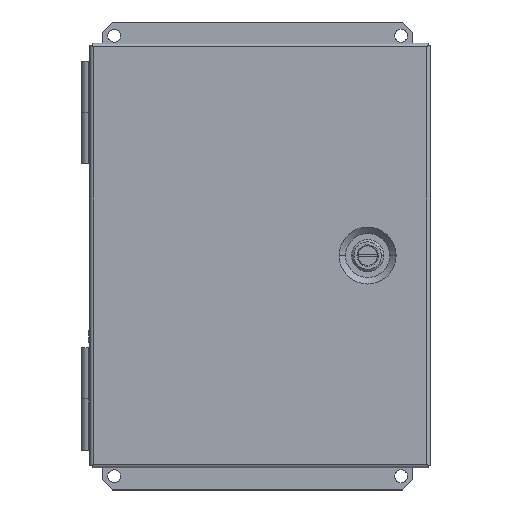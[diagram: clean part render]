
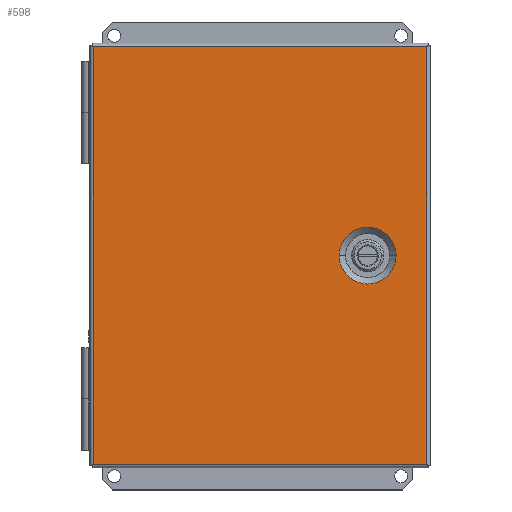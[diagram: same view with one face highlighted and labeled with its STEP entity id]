
A CAD part, top view. The second image highlights one B-rep face of the part: STEP entity #598.
In plain terms, the highlighted planar face has unit normal (0, 0, 1).
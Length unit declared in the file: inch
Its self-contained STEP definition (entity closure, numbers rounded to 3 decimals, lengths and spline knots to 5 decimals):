
#139 = CIRCLE ( 'NONE', #23460, 0.69489 ) ;
#598 = ADVANCED_FACE ( 'NONE', ( #12751, #14738 ), #12775, .T. ) ;
#1025 = EDGE_CURVE ( 'NONE', #21425, #18114, #9721, .T. ) ;
#2442 = ORIENTED_EDGE ( 'NONE', *, *, #7491, .T. ) ;
#3447 = LINE ( 'NONE', #7622, #19748 ) ;
#3976 = ORIENTED_EDGE ( 'NONE', *, *, #1025, .T. ) ;
#4426 = EDGE_CURVE ( 'NONE', #11683, #13975, #20814, .T. ) ;
#4652 = DIRECTION ( 'NONE',  ( 1., 0., 0. ) ) ;
#7491 = EDGE_CURVE ( 'NONE', #24301, #11683, #3447, .T. ) ;
#7622 = CARTESIAN_POINT ( 'NONE',  ( -4.0085, -5.1815, 5.621 ) ) ;
#7900 = ORIENTED_EDGE ( 'NONE', *, *, #25150, .T. ) ;
#8539 = EDGE_CURVE ( 'NONE', #23459, #24301, #26769, .T. ) ;
#9409 = CARTESIAN_POINT ( 'NONE',  ( 1.99161, 0., 5.621 ) ) ;
#9721 = CIRCLE ( 'NONE', #24359, 0.69489 ) ;
#9743 = CARTESIAN_POINT ( 'NONE',  ( 4.1335, -5.1815, 5.621 ) ) ;
#10828 = LINE ( 'NONE', #9743, #18846 ) ;
#10845 = ORIENTED_EDGE ( 'NONE', *, *, #4426, .T. ) ;
#11683 = VERTEX_POINT ( 'NONE', #27500 ) ;
#12751 = FACE_BOUND ( 'NONE', #14934, .T. ) ;
#12775 = PLANE ( 'NONE',  #15535 ) ;
#13045 = CARTESIAN_POINT ( 'NONE',  ( 2.6865, 0., 5.621 ) ) ;
#13419 = DIRECTION ( 'NONE',  ( 0., 0., 1. ) ) ;
#13975 = VERTEX_POINT ( 'NONE', #20498 ) ;
#14429 = EDGE_CURVE ( 'NONE', #18114, #21425, #139, .T. ) ;
#14510 = DIRECTION ( 'NONE',  ( 1., 0., 0. ) ) ;
#14738 = FACE_OUTER_BOUND ( 'NONE', #21863, .T. ) ;
#14792 = CARTESIAN_POINT ( 'NONE',  ( 3.38139, 0., 5.621 ) ) ;
#14934 = EDGE_LOOP ( 'NONE', ( #3976, #24422 ) ) ;
#15459 = DIRECTION ( 'NONE',  ( 1., 0., 0. ) ) ;
#15535 = AXIS2_PLACEMENT_3D ( 'NONE', #17801, #13419, #19947 ) ;
#16559 = DIRECTION ( 'NONE',  ( 0., 0., -1. ) ) ;
#17271 = CARTESIAN_POINT ( 'NONE',  ( -4.0945, -5.0955, 5.621 ) ) ;
#17801 = CARTESIAN_POINT ( 'NONE',  ( -4.0945, -5.1815, 5.621 ) ) ;
#17820 = VECTOR ( 'NONE', #4652, 39.37008 ) ;
#18114 = VERTEX_POINT ( 'NONE', #9409 ) ;
#18471 = CARTESIAN_POINT ( 'NONE',  ( -4.0945, 5.0955, 5.621 ) ) ;
#18846 = VECTOR ( 'NONE', #24664, 39.37008 ) ;
#19277 = CARTESIAN_POINT ( 'NONE',  ( -4.0085, 5.0955, 5.621 ) ) ;
#19748 = VECTOR ( 'NONE', #23411, 39.37008 ) ;
#19844 = DIRECTION ( 'NONE',  ( 0., 0., -1. ) ) ;
#19947 = DIRECTION ( 'NONE',  ( 1., 0., 0. ) ) ;
#20441 = VECTOR ( 'NONE', #25194, 39.37008 ) ;
#20498 = CARTESIAN_POINT ( 'NONE',  ( 4.1335, -5.0955, 5.621 ) ) ;
#20814 = LINE ( 'NONE', #17271, #17820 ) ;
#21425 = VERTEX_POINT ( 'NONE', #14792 ) ;
#21863 = EDGE_LOOP ( 'NONE', ( #25880, #2442, #10845, #7900 ) ) ;
#23014 = CARTESIAN_POINT ( 'NONE',  ( 2.6865, 0., 5.621 ) ) ;
#23411 = DIRECTION ( 'NONE',  ( 0., -1., 0. ) ) ;
#23459 = VERTEX_POINT ( 'NONE', #26731 ) ;
#23460 = AXIS2_PLACEMENT_3D ( 'NONE', #13045, #19844, #15459 ) ;
#24301 = VERTEX_POINT ( 'NONE', #19277 ) ;
#24359 = AXIS2_PLACEMENT_3D ( 'NONE', #23014, #16559, #14510 ) ;
#24422 = ORIENTED_EDGE ( 'NONE', *, *, #14429, .T. ) ;
#24664 = DIRECTION ( 'NONE',  ( 0., 1., 0. ) ) ;
#25150 = EDGE_CURVE ( 'NONE', #13975, #23459, #10828, .T. ) ;
#25194 = DIRECTION ( 'NONE',  ( -1., 0., 0. ) ) ;
#25880 = ORIENTED_EDGE ( 'NONE', *, *, #8539, .T. ) ;
#26731 = CARTESIAN_POINT ( 'NONE',  ( 4.1335, 5.0955, 5.621 ) ) ;
#26769 = LINE ( 'NONE', #18471, #20441 ) ;
#27500 = CARTESIAN_POINT ( 'NONE',  ( -4.0085, -5.0955, 5.621 ) ) ;
